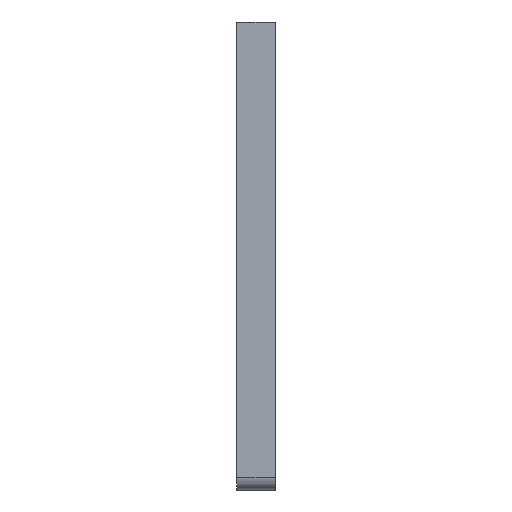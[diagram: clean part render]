
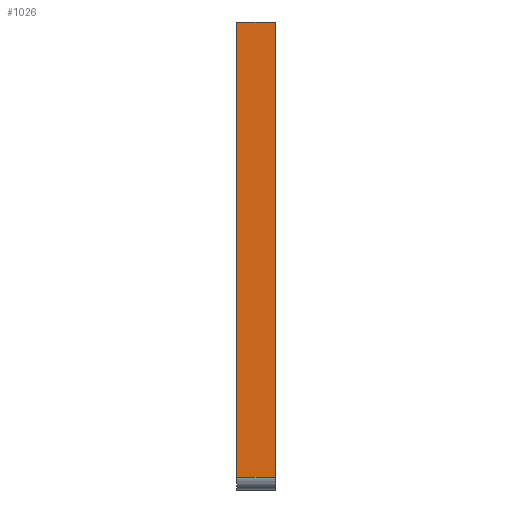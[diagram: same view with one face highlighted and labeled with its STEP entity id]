
A CAD part, front view. The second image highlights one B-rep face of the part: STEP entity #1026.
In plain terms, the highlighted planar face has unit normal (0, -1, 0).
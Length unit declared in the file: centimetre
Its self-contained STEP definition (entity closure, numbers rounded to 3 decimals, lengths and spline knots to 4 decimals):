
#37=PLANE('',#1093);
#87=FACE_OUTER_BOUND('',#150,.T.);
#150=EDGE_LOOP('',(#732,#733,#734,#735));
#231=LINE('',#1486,#346);
#232=LINE('',#1489,#347);
#233=LINE('',#1491,#348);
#234=LINE('',#1492,#349);
#346=VECTOR('',#1189,1.);
#347=VECTOR('',#1192,1.);
#348=VECTOR('',#1193,1.);
#349=VECTOR('',#1194,1.);
#487=VERTEX_POINT('',#1479);
#490=VERTEX_POINT('',#1484);
#491=VERTEX_POINT('',#1488);
#492=VERTEX_POINT('',#1490);
#589=EDGE_CURVE('',#490,#487,#231,.T.);
#590=EDGE_CURVE('',#490,#491,#232,.T.);
#591=EDGE_CURVE('',#491,#492,#233,.T.);
#592=EDGE_CURVE('',#487,#492,#234,.T.);
#732=ORIENTED_EDGE('',*,*,#589,.F.);
#733=ORIENTED_EDGE('',*,*,#590,.T.);
#734=ORIENTED_EDGE('',*,*,#591,.T.);
#735=ORIENTED_EDGE('',*,*,#592,.F.);
#1026=ADVANCED_FACE('',(#87),#37,.T.);
#1093=AXIS2_PLACEMENT_3D('',#1487,#1190,#1191);
#1189=DIRECTION('',(-1.,0.,0.));
#1190=DIRECTION('center_axis',(0.,-1.,0.));
#1191=DIRECTION('ref_axis',(0.,0.,1.));
#1192=DIRECTION('',(0.,0.,1.));
#1193=DIRECTION('',(-1.,0.,0.));
#1194=DIRECTION('',(0.,0.,1.));
#1479=CARTESIAN_POINT('',(-0.22,-2.39,-9.1909));
#1484=CARTESIAN_POINT('',(0.38,-2.39,-9.1909));
#1486=CARTESIAN_POINT('',(0.38,-2.39,-9.1909));
#1487=CARTESIAN_POINT('Origin',(0.38,-2.39,-9.3909));
#1488=CARTESIAN_POINT('',(0.38,-2.39,-2.1459));
#1489=CARTESIAN_POINT('',(0.38,-2.39,-9.3909));
#1490=CARTESIAN_POINT('',(-0.22,-2.39,-2.1459));
#1491=CARTESIAN_POINT('',(0.38,-2.39,-2.1459));
#1492=CARTESIAN_POINT('',(-0.22,-2.39,-9.3909));
